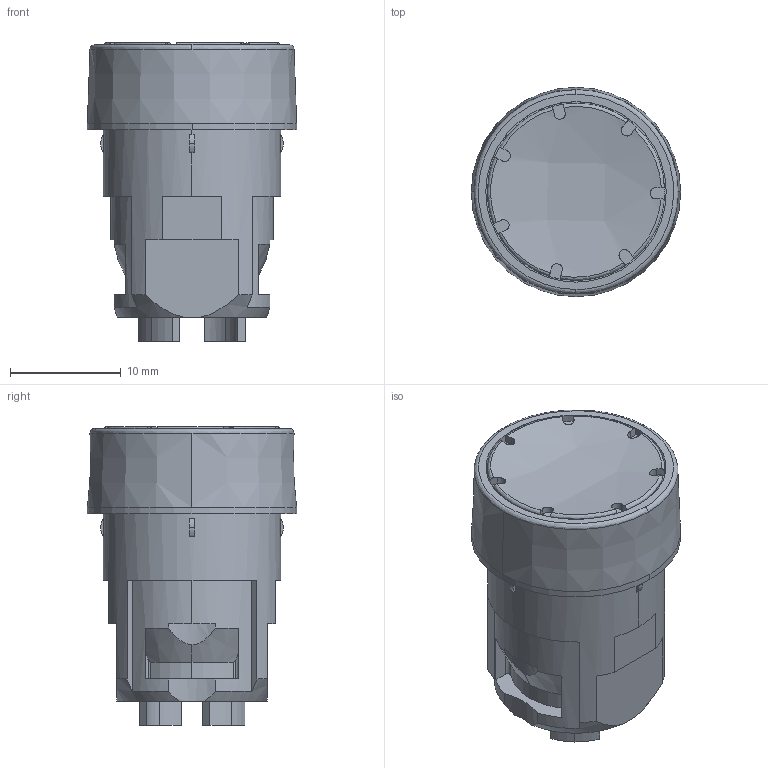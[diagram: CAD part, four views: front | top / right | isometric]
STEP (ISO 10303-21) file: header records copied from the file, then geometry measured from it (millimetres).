
FILE_DESCRIPTION(('STEP AP214'),'1');
FILE_NAME('cctmp_B852F1DC-AFEC-43DC-8964-E86F1B73C29C_2023_08_14_22_15_54_0050..stp','2023-08-14T20:15:54',('SIEMENS A&D'),('CADClick - www.CADClick.com'),'Spatial InterOp 3D postprocessed',' ','unknown authorization');
FILE_SCHEMA(('AUTOMOTIVE_DESIGN'));
Length unit declared in the file: millimetre
Products named in the file (3): cc_unnamed; 2023_08_14_22_15_54_0028; 2023_08_14_22_15_54_0024
Assembly tree (2 placements, depth 2):
  cc_unnamed
    2023_08_14_22_15_54_0028
    2023_08_14_22_15_54_0024
Bounding box: 18.9 x 18.9 x 27 mm (x, y, z)
Volume: 4552.8 mm3; surface area: 3030.8 mm2
Topology: 2 solids, 2 shells, 173 faces, 482 edges, 320 vertices
Faces by surface type: plane 77, cylinder 68, bspline 16, cone 12
Entity records: 6908 total; most frequent: CARTESIAN_POINT 1958, ORIENTED_EDGE 964, DIRECTION 873, EDGE_CURVE 482, AXIS2_PLACEMENT_3D 341, VERTEX_POINT 320, LINE 191, VECTOR 191
